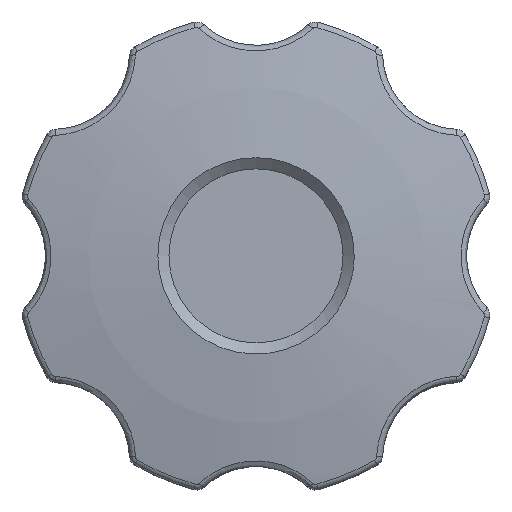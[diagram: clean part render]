
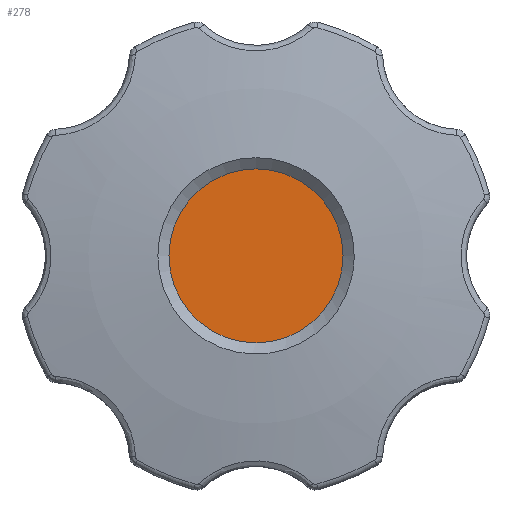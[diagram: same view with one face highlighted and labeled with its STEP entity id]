
A CAD part, top view. The second image highlights one B-rep face of the part: STEP entity #278.
In plain terms, the highlighted planar face has unit normal (0, 0, 1).
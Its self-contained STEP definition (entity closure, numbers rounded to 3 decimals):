
#278 = ADVANCED_FACE( '', ( #608 ), #609, .T. );
#608 = FACE_OUTER_BOUND( '', #4618, .T. );
#609 = PLANE( '', #4619 );
#4618 = EDGE_LOOP( '', ( #7036 ) );
#4619 = AXIS2_PLACEMENT_3D( '', #7037, #7038, #7039 );
#7036 = ORIENTED_EDGE( '', *, *, #7617, .T. );
#7037 = CARTESIAN_POINT( '', ( 0., 0., 19. ) );
#7038 = DIRECTION( '', ( 0., 0., 1. ) );
#7039 = DIRECTION( '', ( 1., 0., 0. ) );
#7617 = EDGE_CURVE( '', #8086, #8086, #8087, .T. );
#8086 = VERTEX_POINT( '', #10921 );
#8087 = CIRCLE( '', #10922, 6.3 );
#10921 = CARTESIAN_POINT( '', ( 6.3, 0., 19. ) );
#10922 = AXIS2_PLACEMENT_3D( '', #11593, #11594, #11595 );
#11593 = CARTESIAN_POINT( '', ( 0., 0., 19. ) );
#11594 = DIRECTION( '', ( 0., 0., 1. ) );
#11595 = DIRECTION( '', ( 1., 0., 0. ) );
